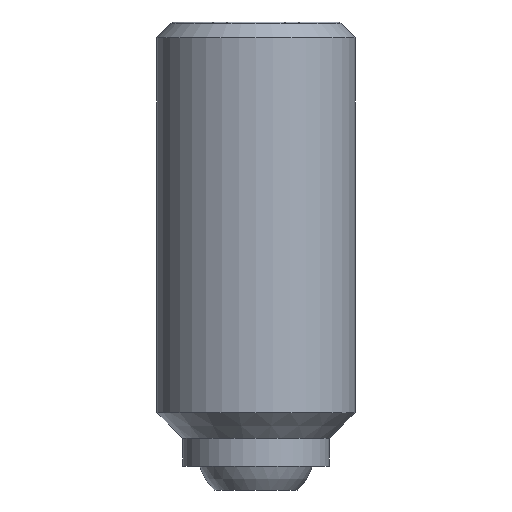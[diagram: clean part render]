
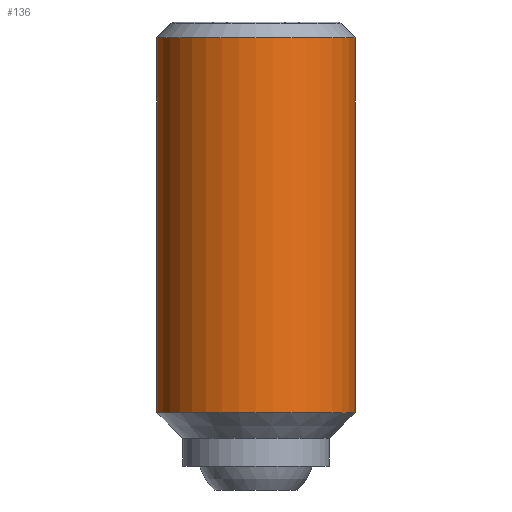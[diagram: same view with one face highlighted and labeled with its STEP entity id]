
A CAD part, front view. The second image highlights one B-rep face of the part: STEP entity #136.
In plain terms, the highlighted cylindrical face has radius 2.5 mm (diameter 5 mm), a partial arc.
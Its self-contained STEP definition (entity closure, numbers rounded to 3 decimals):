
#136=ADVANCED_FACE('',(#361),#362,.T.);
#156=EDGE_CURVE('',#230,#266,#384,.T.);
#184=VERTEX_POINT('',#416);
#186=EDGE_CURVE('',#184,#232,#418,.T.);
#204=EDGE_CURVE('',#232,#230,#437,.T.);
#210=EDGE_CURVE('',#184,#266,#443,.T.);
#230=VERTEX_POINT('',#466);
#232=VERTEX_POINT('',#468);
#266=VERTEX_POINT('',#504);
#361=FACE_OUTER_BOUND('',#602,.T.);
#362=CYLINDRICAL_SURFACE('',#603,2.5);
#384=LINE('',#635,#636);
#416=CARTESIAN_POINT('',(-2.5,0.,-9.85));
#418=LINE('',#686,#687);
#437=CIRCLE('',#735,2.5);
#443=CIRCLE('',#743,2.5);
#466=CARTESIAN_POINT('',(2.5,0.,-0.4));
#468=CARTESIAN_POINT('',(-2.5,0.,-0.4));
#504=CARTESIAN_POINT('',(2.5,0.,-9.85));
#602=EDGE_LOOP('',(#957,#958,#959,#960));
#603=AXIS2_PLACEMENT_3D('',#961,#962,#963);
#635=CARTESIAN_POINT('',(2.5,0.,-5.125));
#636=VECTOR('',#989,1.0);
#686=CARTESIAN_POINT('',(-2.5,0.,-5.125));
#687=VECTOR('',#1031,1.0);
#735=AXIS2_PLACEMENT_3D('',#1049,#1050,#1051);
#743=AXIS2_PLACEMENT_3D('',#1055,#1056,#1057);
#957=ORIENTED_EDGE('',*,*,#186,.F.);
#958=ORIENTED_EDGE('',*,*,#210,.T.);
#959=ORIENTED_EDGE('',*,*,#156,.F.);
#960=ORIENTED_EDGE('',*,*,#204,.F.);
#961=CARTESIAN_POINT('',(0.0,0.,-5.125));
#962=DIRECTION('',(-0.0,-0.0,-1.0));
#963=DIRECTION('',(-1.0,0.,0.0));
#989=DIRECTION('',(-0.0,-0.0,-1.0));
#1031=DIRECTION('',(0.0,0.0,1.0));
#1049=CARTESIAN_POINT('',(0.0,0.,-0.4));
#1050=DIRECTION('',(0.0,0.0,1.0));
#1051=DIRECTION('',(-1.0,0.,0.0));
#1055=CARTESIAN_POINT('',(0.0,0.,-9.85));
#1056=DIRECTION('',(0.0,0.0,1.0));
#1057=DIRECTION('',(-1.0,0.,0.0));
